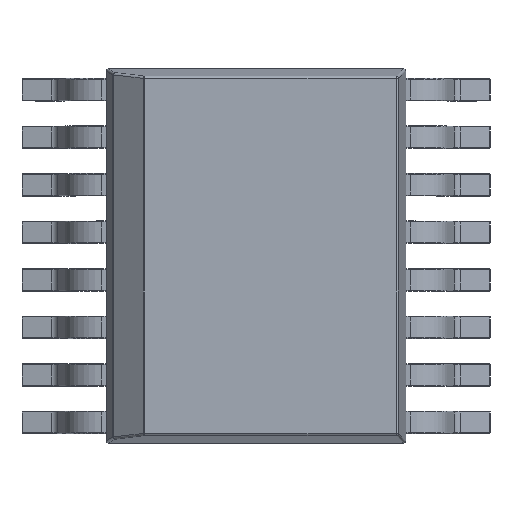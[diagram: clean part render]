
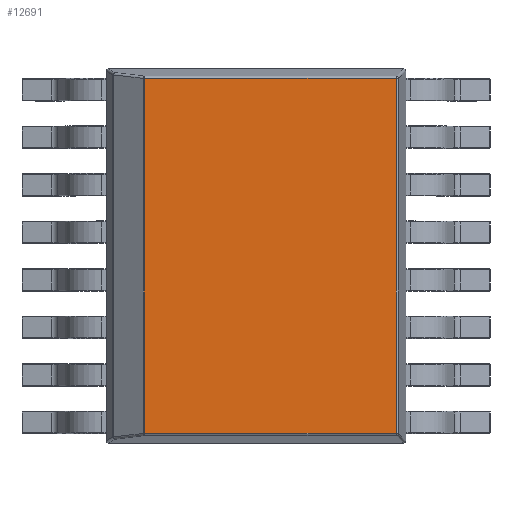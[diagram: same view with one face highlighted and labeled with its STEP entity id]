
A CAD part, top view. The second image highlights one B-rep face of the part: STEP entity #12691.
In plain terms, the highlighted planar face has unit normal (0, 0, 1).
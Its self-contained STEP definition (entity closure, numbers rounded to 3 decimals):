
#11959 = VERTEX_POINT('',#11960);
#11960 = CARTESIAN_POINT('',(1.874,-2.371,
    1.75));
#11967 = EDGE_CURVE('',#11959,#11968,#11970,.T.);
#11968 = VERTEX_POINT('',#11969);
#11969 = CARTESIAN_POINT('',(-1.49,-2.371,
    1.75));
#11970 = LINE('',#11971,#11972);
#11971 = CARTESIAN_POINT('',(0.,-2.371,
    1.75));
#11972 = VECTOR('',#11973,1.);
#11973 = DIRECTION('',(-1.,0.,0.));
#12061 = VERTEX_POINT('',#12062);
#12062 = CARTESIAN_POINT('',(-1.49,2.371,
    1.75));
#12077 = EDGE_CURVE('',#11968,#12061,#12078,.T.);
#12078 = LINE('',#12079,#12080);
#12079 = CARTESIAN_POINT('',(-1.49,2.5,
    1.75));
#12080 = VECTOR('',#12081,1.);
#12081 = DIRECTION('',(0.,1.,0.));
#12092 = VERTEX_POINT('',#12093);
#12093 = CARTESIAN_POINT('',(1.874,2.371,
    1.75));
#12108 = EDGE_CURVE('',#12061,#12092,#12109,.T.);
#12109 = LINE('',#12110,#12111);
#12110 = CARTESIAN_POINT('',(0.,2.371,
    1.75));
#12111 = VECTOR('',#12112,1.);
#12112 = DIRECTION('',(1.,0.,0.));
#12691 = ADVANCED_FACE('',(#12692),#12703,.F.);
#12692 = FACE_BOUND('',#12693,.T.);
#12693 = EDGE_LOOP('',(#12694,#12695,#12696,#12697));
#12694 = ORIENTED_EDGE('',*,*,#12108,.F.);
#12695 = ORIENTED_EDGE('',*,*,#12077,.F.);
#12696 = ORIENTED_EDGE('',*,*,#11967,.F.);
#12697 = ORIENTED_EDGE('',*,*,#12698,.F.);
#12698 = EDGE_CURVE('',#12092,#11959,#12699,.T.);
#12699 = LINE('',#12700,#12701);
#12700 = CARTESIAN_POINT('',(1.874,2.5,
    1.75));
#12701 = VECTOR('',#12702,1.);
#12702 = DIRECTION('',(0.,-1.,0.));
#12703 = PLANE('',#12704);
#12704 = AXIS2_PLACEMENT_3D('',#12705,#12706,#12707);
#12705 = CARTESIAN_POINT('',(0.,2.5,
    1.75));
#12706 = DIRECTION('',(0.,0.,-1.));
#12707 = DIRECTION('',(0.,1.,0.));
